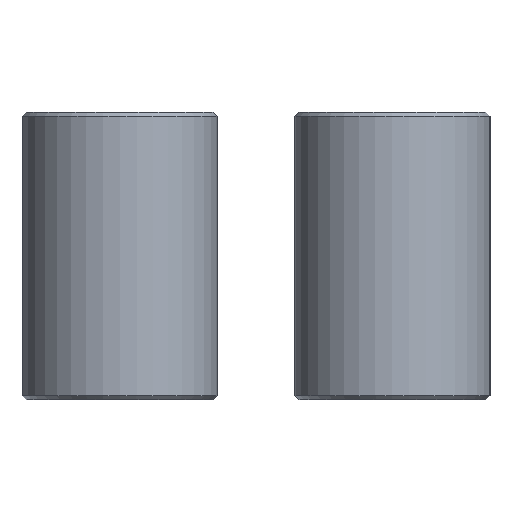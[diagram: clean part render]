
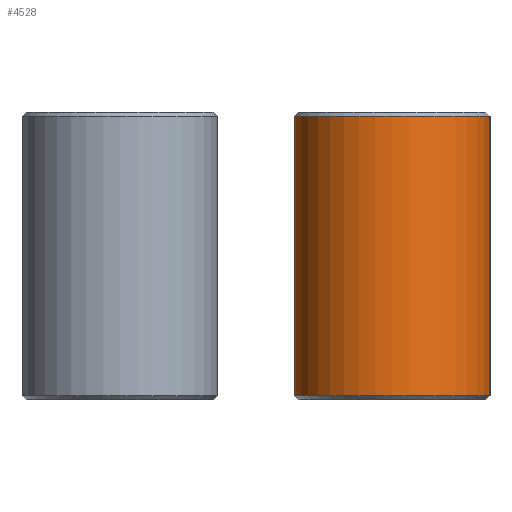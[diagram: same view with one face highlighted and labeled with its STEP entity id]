
A CAD part, left-side view. The second image highlights one B-rep face of the part: STEP entity #4528.
In plain terms, the highlighted cylindrical face has radius 9.5 mm (diameter 19 mm), a partial arc.
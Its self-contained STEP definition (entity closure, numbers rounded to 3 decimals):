
#792 = PLANE('',#793);
#793 = AXIS2_PLACEMENT_3D('',#794,#795,#796);
#794 = CARTESIAN_POINT('',(135.,9.5,0.));
#795 = DIRECTION('',(0.,-1.,0.));
#796 = DIRECTION('',(-1.,0.,0.));
#2193 = VERTEX_POINT('',#2194);
#2194 = CARTESIAN_POINT('',(0.,9.5,27.6));
#2220 = EDGE_CURVE('',#2221,#2193,#2223,.T.);
#2221 = VERTEX_POINT('',#2222);
#2222 = CARTESIAN_POINT('',(0.,9.5,0.4));
#2223 = SURFACE_CURVE('',#2224,(#2228,#2235),.PCURVE_S1.);
#2224 = LINE('',#2225,#2226);
#2225 = CARTESIAN_POINT('',(0.,9.5,0.));
#2226 = VECTOR('',#2227,1.);
#2227 = DIRECTION('',(0.,0.,1.));
#2228 = PCURVE('',#792,#2229);
#2229 = DEFINITIONAL_REPRESENTATION('',(#2230),#2234);
#2230 = LINE('',#2231,#2232);
#2231 = CARTESIAN_POINT('',(135.,0.));
#2232 = VECTOR('',#2233,1.);
#2233 = DIRECTION('',(0.,-1.));
#2234 = ( GEOMETRIC_REPRESENTATION_CONTEXT(2) 
PARAMETRIC_REPRESENTATION_CONTEXT() REPRESENTATION_CONTEXT('2D SPACE',''
  ) );
#2235 = PCURVE('',#2236,#2241);
#2236 = CYLINDRICAL_SURFACE('',#2237,9.5);
#2237 = AXIS2_PLACEMENT_3D('',#2238,#2239,#2240);
#2238 = CARTESIAN_POINT('',(0.,0.,0.));
#2239 = DIRECTION('',(-0.,-0.,-1.));
#2240 = DIRECTION('',(1.,0.,0.));
#2241 = DEFINITIONAL_REPRESENTATION('',(#2242),#2246);
#2242 = LINE('',#2243,#2244);
#2243 = CARTESIAN_POINT('',(-1.571,0.));
#2244 = VECTOR('',#2245,1.);
#2245 = DIRECTION('',(-0.,-1.));
#2246 = ( GEOMETRIC_REPRESENTATION_CONTEXT(2) 
PARAMETRIC_REPRESENTATION_CONTEXT() REPRESENTATION_CONTEXT('2D SPACE',''
  ) );
#4464 = CONICAL_SURFACE('',#4465,9.5,0.785);
#4465 = AXIS2_PLACEMENT_3D('',#4466,#4467,#4468);
#4466 = CARTESIAN_POINT('',(0.,0.,27.6));
#4467 = DIRECTION('',(-0.,-0.,-1.));
#4468 = DIRECTION('',(0.,1.,0.));
#4528 = ADVANCED_FACE('',(#4529),#2236,.T.);
#4529 = FACE_BOUND('',#4530,.F.);
#4530 = EDGE_LOOP('',(#4531,#4532,#4556,#4584));
#4531 = ORIENTED_EDGE('',*,*,#2220,.T.);
#4532 = ORIENTED_EDGE('',*,*,#4533,.T.);
#4533 = EDGE_CURVE('',#2193,#4534,#4536,.T.);
#4534 = VERTEX_POINT('',#4535);
#4535 = CARTESIAN_POINT('',(0.,-9.5,27.6));
#4536 = SURFACE_CURVE('',#4537,(#4542,#4549),.PCURVE_S1.);
#4537 = CIRCLE('',#4538,9.5);
#4538 = AXIS2_PLACEMENT_3D('',#4539,#4540,#4541);
#4539 = CARTESIAN_POINT('',(0.,0.,27.6));
#4540 = DIRECTION('',(0.,-0.,1.));
#4541 = DIRECTION('',(0.,1.,0.));
#4542 = PCURVE('',#2236,#4543);
#4543 = DEFINITIONAL_REPRESENTATION('',(#4544),#4548);
#4544 = LINE('',#4545,#4546);
#4545 = CARTESIAN_POINT('',(-1.571,-27.6));
#4546 = VECTOR('',#4547,1.);
#4547 = DIRECTION('',(-1.,0.));
#4548 = ( GEOMETRIC_REPRESENTATION_CONTEXT(2) 
PARAMETRIC_REPRESENTATION_CONTEXT() REPRESENTATION_CONTEXT('2D SPACE',''
  ) );
#4549 = PCURVE('',#4464,#4550);
#4550 = DEFINITIONAL_REPRESENTATION('',(#4551),#4555);
#4551 = LINE('',#4552,#4553);
#4552 = CARTESIAN_POINT('',(-0.,-0.));
#4553 = VECTOR('',#4554,1.);
#4554 = DIRECTION('',(-1.,-0.));
#4555 = ( GEOMETRIC_REPRESENTATION_CONTEXT(2) 
PARAMETRIC_REPRESENTATION_CONTEXT() REPRESENTATION_CONTEXT('2D SPACE',''
  ) );
#4556 = ORIENTED_EDGE('',*,*,#4557,.F.);
#4557 = EDGE_CURVE('',#4558,#4534,#4560,.T.);
#4558 = VERTEX_POINT('',#4559);
#4559 = CARTESIAN_POINT('',(0.,-9.5,0.4));
#4560 = SURFACE_CURVE('',#4561,(#4565,#4572),.PCURVE_S1.);
#4561 = LINE('',#4562,#4563);
#4562 = CARTESIAN_POINT('',(0.,-9.5,0.));
#4563 = VECTOR('',#4564,1.);
#4564 = DIRECTION('',(0.,0.,1.));
#4565 = PCURVE('',#2236,#4566);
#4566 = DEFINITIONAL_REPRESENTATION('',(#4567),#4571);
#4567 = LINE('',#4568,#4569);
#4568 = CARTESIAN_POINT('',(-4.712,0.));
#4569 = VECTOR('',#4570,1.);
#4570 = DIRECTION('',(-0.,-1.));
#4571 = ( GEOMETRIC_REPRESENTATION_CONTEXT(2) 
PARAMETRIC_REPRESENTATION_CONTEXT() REPRESENTATION_CONTEXT('2D SPACE',''
  ) );
#4572 = PCURVE('',#4573,#4578);
#4573 = PLANE('',#4574);
#4574 = AXIS2_PLACEMENT_3D('',#4575,#4576,#4577);
#4575 = CARTESIAN_POINT('',(0.,-9.5,0.));
#4576 = DIRECTION('',(0.,1.,0.));
#4577 = DIRECTION('',(1.,0.,0.));
#4578 = DEFINITIONAL_REPRESENTATION('',(#4579),#4583);
#4579 = LINE('',#4580,#4581);
#4580 = CARTESIAN_POINT('',(0.,0.));
#4581 = VECTOR('',#4582,1.);
#4582 = DIRECTION('',(0.,-1.));
#4583 = ( GEOMETRIC_REPRESENTATION_CONTEXT(2) 
PARAMETRIC_REPRESENTATION_CONTEXT() REPRESENTATION_CONTEXT('2D SPACE',''
  ) );
#4584 = ORIENTED_EDGE('',*,*,#4585,.F.);
#4585 = EDGE_CURVE('',#2221,#4558,#4586,.T.);
#4586 = SURFACE_CURVE('',#4587,(#4592,#4599),.PCURVE_S1.);
#4587 = CIRCLE('',#4588,9.5);
#4588 = AXIS2_PLACEMENT_3D('',#4589,#4590,#4591);
#4589 = CARTESIAN_POINT('',(0.,0.,0.4));
#4590 = DIRECTION('',(0.,-0.,1.));
#4591 = DIRECTION('',(0.,1.,0.));
#4592 = PCURVE('',#2236,#4593);
#4593 = DEFINITIONAL_REPRESENTATION('',(#4594),#4598);
#4594 = LINE('',#4595,#4596);
#4595 = CARTESIAN_POINT('',(-1.571,-0.4));
#4596 = VECTOR('',#4597,1.);
#4597 = DIRECTION('',(-1.,0.));
#4598 = ( GEOMETRIC_REPRESENTATION_CONTEXT(2) 
PARAMETRIC_REPRESENTATION_CONTEXT() REPRESENTATION_CONTEXT('2D SPACE',''
  ) );
#4599 = PCURVE('',#4600,#4605);
#4600 = CONICAL_SURFACE('',#4601,9.5,0.785);
#4601 = AXIS2_PLACEMENT_3D('',#4602,#4603,#4604);
#4602 = CARTESIAN_POINT('',(0.,0.,0.4));
#4603 = DIRECTION('',(0.,0.,1.));
#4604 = DIRECTION('',(0.,1.,0.));
#4605 = DEFINITIONAL_REPRESENTATION('',(#4606),#4610);
#4606 = LINE('',#4607,#4608);
#4607 = CARTESIAN_POINT('',(0.,-0.));
#4608 = VECTOR('',#4609,1.);
#4609 = DIRECTION('',(1.,-0.));
#4610 = ( GEOMETRIC_REPRESENTATION_CONTEXT(2) 
PARAMETRIC_REPRESENTATION_CONTEXT() REPRESENTATION_CONTEXT('2D SPACE',''
  ) );
